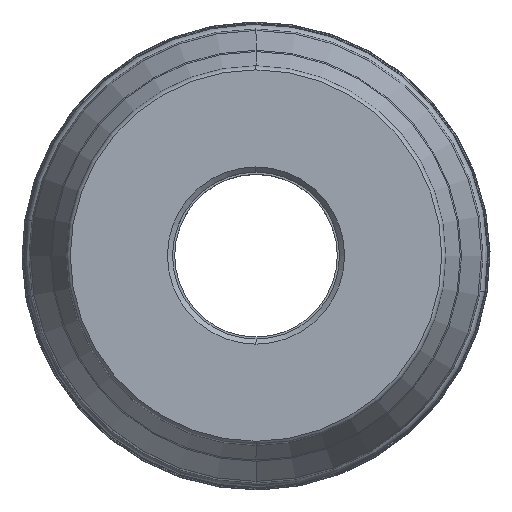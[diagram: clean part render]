
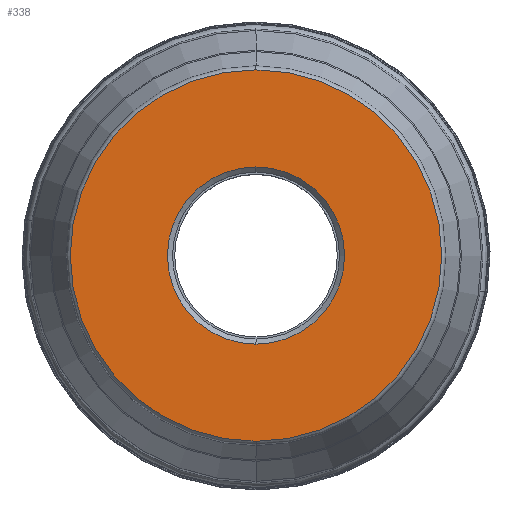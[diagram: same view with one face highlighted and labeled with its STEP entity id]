
A CAD part, top view. The second image highlights one B-rep face of the part: STEP entity #338.
In plain terms, the highlighted planar face has unit normal (0, 0, 1).
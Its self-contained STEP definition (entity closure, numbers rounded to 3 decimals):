
#45=PLANE('',#3036);
#53=FACE_BOUND('',#692,.T.);
#54=FACE_BOUND('',#693,.T.);
#338=ADVANCED_FACE('',(#53,#54),#45,.T.);
#692=EDGE_LOOP('',(#1272,#1273));
#693=EDGE_LOOP('',(#1274,#1275));
#1272=ORIENTED_EDGE('',*,*,#1868,.F.);
#1273=ORIENTED_EDGE('',*,*,#1869,.F.);
#1274=ORIENTED_EDGE('',*,*,#1867,.F.);
#1275=ORIENTED_EDGE('',*,*,#1865,.F.);
#1554=VERTEX_POINT('',#5862);
#1555=VERTEX_POINT('',#5864);
#1556=VERTEX_POINT('',#5870);
#1557=VERTEX_POINT('',#5871);
#1865=EDGE_CURVE('',#1554,#1555,#2243,.T.);
#1867=EDGE_CURVE('',#1555,#1554,#2244,.T.);
#1868=EDGE_CURVE('',#1556,#1557,#2245,.T.);
#1869=EDGE_CURVE('',#1557,#1556,#2246,.T.);
#2243=CIRCLE('',#3030,20.75);
#2244=CIRCLE('',#3032,20.75);
#2245=CIRCLE('',#3034,43.504);
#2246=CIRCLE('',#3035,43.504);
#3030=AXIS2_PLACEMENT_3D('',#5863,#3900,#3901);
#3032=AXIS2_PLACEMENT_3D('',#5867,#3905,#3906);
#3034=AXIS2_PLACEMENT_3D('',#5869,#3909,#3910);
#3035=AXIS2_PLACEMENT_3D('',#5872,#3911,#3912);
#3036=AXIS2_PLACEMENT_3D('',#5873,#3913,#3914);
#3900=DIRECTION('',(0.,0.,1.));
#3901=DIRECTION('',(0.,1.,0.));
#3905=DIRECTION('',(0.,0.,1.));
#3906=DIRECTION('',(0.,-1.,0.));
#3909=DIRECTION('',(0.,0.,-1.));
#3910=DIRECTION('',(0.,-1.,0.));
#3911=DIRECTION('',(0.,0.,-1.));
#3912=DIRECTION('',(0.,1.,0.));
#3913=DIRECTION('',(0.,0.,1.));
#3914=DIRECTION('',(0.,-1.,0.));
#5862=CARTESIAN_POINT('',(0.,20.75,0.));
#5863=CARTESIAN_POINT('',(0.,0.,0.));
#5864=CARTESIAN_POINT('',(0.,-20.75,0.));
#5867=CARTESIAN_POINT('',(0.,0.,0.));
#5869=CARTESIAN_POINT('',(0.,0.,0.));
#5870=CARTESIAN_POINT('',(0.008,-43.504,0.));
#5871=CARTESIAN_POINT('',(-0.008,43.504,0.));
#5872=CARTESIAN_POINT('',(0.,0.,0.));
#5873=CARTESIAN_POINT('',(0.,0.,0.));
